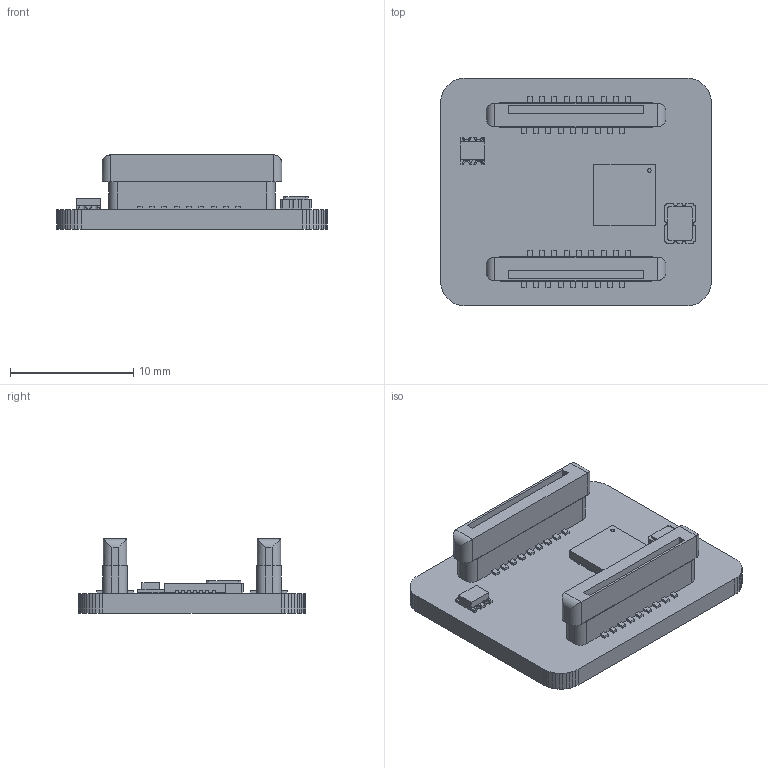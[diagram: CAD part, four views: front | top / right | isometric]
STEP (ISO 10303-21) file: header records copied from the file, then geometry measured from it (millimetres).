
FILE_DESCRIPTION(('KiCad electronic assembly'),'2;1');
FILE_NAME('hc32l110.step','2023-04-26T11:49:31',('Pcbnew'),('Kicad'), 'Open CASCADE STEP processor 7.5','KiCad to STEP converter','Unknown' );
FILE_SCHEMA(('AUTOMOTIVE_DESIGN { 1 0 10303 214 1 1 1 1 }'));
Length unit declared in the file: millimetre
Products named in the file (39): hc32l110 1; XF2J-1824-12A; SOLID; WS2812-2020; COMPOUND; ads1293; xtal3225; PCB
Assembly tree (39 placements, depth 3):
  hc32l110 1
    XF2J-1824-12A  x2
      SOLID
    WS2812-2020
      COMPOUND
    ads1293
      SOLID
      SOLID
      SOLID
      SOLID
      SOLID
      SOLID
      SOLID
      SOLID
      SOLID
      SOLID
      SOLID
      SOLID
      SOLID
      SOLID
      SOLID
      SOLID
      SOLID
      SOLID
      SOLID
      SOLID
      SOLID
      SOLID
      SOLID
      SOLID
      SOLID
      SOLID
      SOLID
      SOLID
      SOLID
      SOLID
    xtal3225
      SOLID
    PCB
Bounding box: 22 x 18.5 x 6.03 mm (x, y, z)
Volume: 852.2 mm3; surface area: 1671.4 mm2
Topology: 40 solids, 40 shells, 691 faces, 1777 edges, 1171 vertices
Faces by surface type: plane 634, cylinder 55, bspline 2
Full cylindrical faces by diameter (mm): 0.3 x1
Entity records: 39084 total; most frequent: CARTESIAN_POINT 6770, DIRECTION 5712, LINE 4249, VECTOR 4249, ORIENTED_EDGE 2982, PCURVE 2982, DEFINITIONAL_REPRESENTATION 2982, EDGE_CURVE 1491
